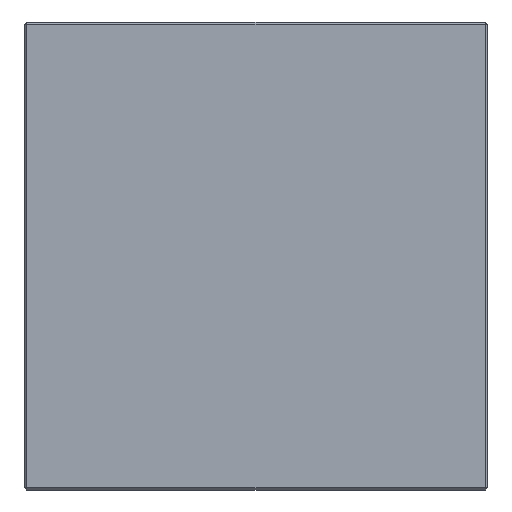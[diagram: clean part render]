
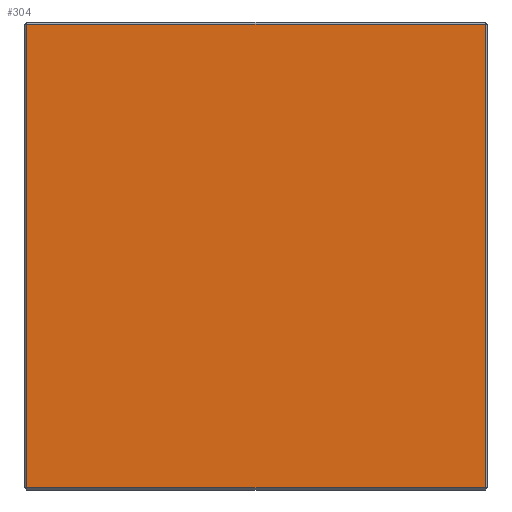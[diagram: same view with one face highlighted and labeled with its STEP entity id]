
A CAD part, left-side view. The second image highlights one B-rep face of the part: STEP entity #304.
In plain terms, the highlighted planar face has unit normal (-1, 0, 0).
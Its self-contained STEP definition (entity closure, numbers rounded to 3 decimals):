
#109=PLANE('',#831);
#158=LINE('',#1210,#206);
#159=LINE('',#1213,#207);
#160=LINE('',#1215,#208);
#161=LINE('',#1217,#209);
#206=VECTOR('',#960,1.);
#207=VECTOR('',#961,1.);
#208=VECTOR('',#962,1.);
#209=VECTOR('',#963,1.);
#304=ADVANCED_FACE('',(#369),#109,.F.);
#369=FACE_OUTER_BOUND('',#417,.T.);
#417=EDGE_LOOP('',(#521,#522,#523,#524));
#521=ORIENTED_EDGE('',*,*,#734,.T.);
#522=ORIENTED_EDGE('',*,*,#735,.T.);
#523=ORIENTED_EDGE('',*,*,#736,.T.);
#524=ORIENTED_EDGE('',*,*,#737,.T.);
#679=VERTEX_POINT('',#1211);
#680=VERTEX_POINT('',#1212);
#681=VERTEX_POINT('',#1214);
#682=VERTEX_POINT('',#1216);
#734=EDGE_CURVE('',#679,#680,#158,.T.);
#735=EDGE_CURVE('',#680,#681,#159,.T.);
#736=EDGE_CURVE('',#681,#682,#160,.T.);
#737=EDGE_CURVE('',#682,#679,#161,.T.);
#831=AXIS2_PLACEMENT_3D('',#1218,#964,#965);
#960=DIRECTION('',(0.,0.,-1.));
#961=DIRECTION('',(0.,-1.,0.));
#962=DIRECTION('',(0.,0.,1.));
#963=DIRECTION('',(0.,1.,0.));
#964=DIRECTION('',(1.,0.,0.));
#965=DIRECTION('',(0.,0.,-1.));
#1210=CARTESIAN_POINT('',(0.,98.,0.));
#1211=CARTESIAN_POINT('',(0.,98.,99.));
#1212=CARTESIAN_POINT('',(0.,98.,-99.));
#1213=CARTESIAN_POINT('',(0.,0.,-99.));
#1214=CARTESIAN_POINT('',(0.,-98.,-99.));
#1215=CARTESIAN_POINT('',(0.,-98.,0.));
#1216=CARTESIAN_POINT('',(0.,-98.,99.));
#1217=CARTESIAN_POINT('',(0.,0.,99.));
#1218=CARTESIAN_POINT('',(0.,0.,0.));
